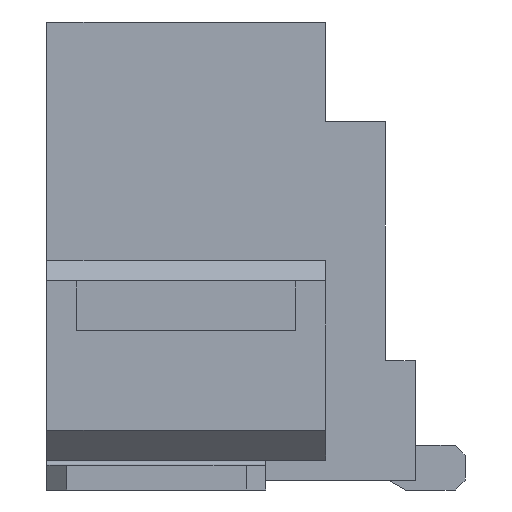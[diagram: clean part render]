
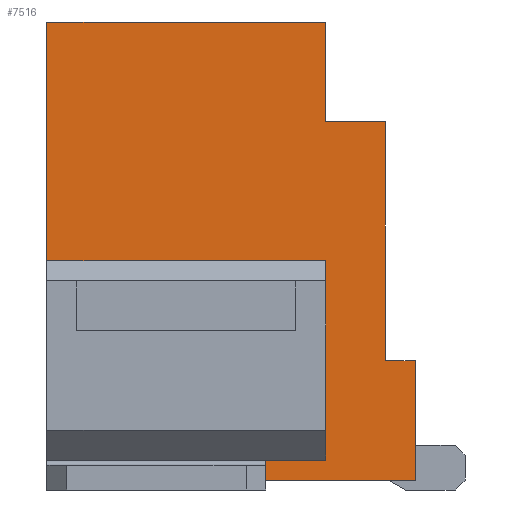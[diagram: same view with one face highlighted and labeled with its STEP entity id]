
A CAD part, left-side view. The second image highlights one B-rep face of the part: STEP entity #7516.
In plain terms, the highlighted planar face has unit normal (-1, 0, 0).
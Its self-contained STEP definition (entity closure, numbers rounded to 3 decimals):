
#213 = LINE ( 'NONE', #3359, #833 ) ;
#289 = EDGE_CURVE ( 'NONE', #2258, #7473, #533, .T. ) ;
#298 = LINE ( 'NONE', #3559, #6048 ) ;
#305 = ORIENTED_EDGE ( 'NONE', *, *, #7151, .F. ) ;
#327 = DIRECTION ( 'NONE',  ( 0., 0., 1. ) ) ;
#407 = LINE ( 'NONE', #4230, #2817 ) ;
#533 = LINE ( 'NONE', #8312, #6727 ) ;
#792 = CARTESIAN_POINT ( 'NONE',  ( -4., 1.85, -2.1 ) ) ;
#833 = VECTOR ( 'NONE', #2831, 1000. ) ;
#878 = FACE_OUTER_BOUND ( 'NONE', #6383, .T. ) ;
#1106 = ORIENTED_EDGE ( 'NONE', *, *, #5424, .T. ) ;
#1169 = CARTESIAN_POINT ( 'NONE',  ( -4., -1.55, 1.3 ) ) ;
#1199 = ORIENTED_EDGE ( 'NONE', *, *, #7054, .F. ) ;
#1281 = CARTESIAN_POINT ( 'NONE',  ( -4., -0.95, 1.3 ) ) ;
#1353 = VECTOR ( 'NONE', #2325, 1000. ) ;
#1411 = CARTESIAN_POINT ( 'NONE',  ( -4., -0.95, 2.3 ) ) ;
#1424 = CARTESIAN_POINT ( 'NONE',  ( -4., -0.95, 2.3 ) ) ;
#1540 = EDGE_CURVE ( 'NONE', #5870, #4136, #4012, .T. ) ;
#1761 = CARTESIAN_POINT ( 'NONE',  ( -4., -1.55, -1.1 ) ) ;
#1818 = CARTESIAN_POINT ( 'NONE',  ( -4., 1.85, -0.1 ) ) ;
#2003 = VERTEX_POINT ( 'NONE', #792 ) ;
#2004 = CARTESIAN_POINT ( 'NONE',  ( -4., 1.85, -0.1 ) ) ;
#2130 = DIRECTION ( 'NONE',  ( -1., 0., 0. ) ) ;
#2139 = LINE ( 'NONE', #6726, #6440 ) ;
#2258 = VERTEX_POINT ( 'NONE', #1169 ) ;
#2325 = DIRECTION ( 'NONE',  ( 0., -1., 0. ) ) ;
#2373 = ORIENTED_EDGE ( 'NONE', *, *, #2752, .T. ) ;
#2396 = AXIS2_PLACEMENT_3D ( 'NONE', #2891, #2130, #3464 ) ;
#2408 = VERTEX_POINT ( 'NONE', #1424 ) ;
#2716 = DIRECTION ( 'NONE',  ( 0., -1., 0. ) ) ;
#2752 = EDGE_CURVE ( 'NONE', #6118, #6622, #7896, .T. ) ;
#2776 = PLANE ( 'NONE',  #2396 ) ;
#2790 = EDGE_CURVE ( 'NONE', #6622, #5214, #4720, .T. ) ;
#2817 = VECTOR ( 'NONE', #5528, 1000. ) ;
#2831 = DIRECTION ( 'NONE',  ( 0., 1., 0. ) ) ;
#2891 = CARTESIAN_POINT ( 'NONE',  ( -4., 1.85, -2.3 ) ) ;
#2906 = LINE ( 'NONE', #5049, #6516 ) ;
#3020 = VERTEX_POINT ( 'NONE', #5692 ) ;
#3082 = DIRECTION ( 'NONE',  ( 0., -1., 0. ) ) ;
#3349 = DIRECTION ( 'NONE',  ( 0., -1., 0. ) ) ;
#3359 = CARTESIAN_POINT ( 'NONE',  ( -4., -1.85, -1.1 ) ) ;
#3411 = CARTESIAN_POINT ( 'NONE',  ( -4., -0.95, -0.1 ) ) ;
#3439 = EDGE_CURVE ( 'NONE', #2003, #5214, #5727, .T. ) ;
#3464 = DIRECTION ( 'NONE',  ( 0., 0., 1. ) ) ;
#3559 = CARTESIAN_POINT ( 'NONE',  ( -4., 1.85, 2.3 ) ) ;
#3878 = CARTESIAN_POINT ( 'NONE',  ( -4., -0.95, -2.1 ) ) ;
#3950 = DIRECTION ( 'NONE',  ( 0., 0., -1. ) ) ;
#4012 = LINE ( 'NONE', #5978, #4829 ) ;
#4136 = VERTEX_POINT ( 'NONE', #5157 ) ;
#4142 = VECTOR ( 'NONE', #3349, 1000. ) ;
#4190 = CARTESIAN_POINT ( 'NONE',  ( -4., 1.85, 2.3 ) ) ;
#4230 = CARTESIAN_POINT ( 'NONE',  ( -4., 1.85, -2.3 ) ) ;
#4639 = EDGE_CURVE ( 'NONE', #5746, #2258, #2139, .T. ) ;
#4659 = ORIENTED_EDGE ( 'NONE', *, *, #2790, .T. ) ;
#4720 = LINE ( 'NONE', #6644, #5248 ) ;
#4764 = DIRECTION ( 'NONE',  ( 0., 0., -1. ) ) ;
#4829 = VECTOR ( 'NONE', #2716, 1000. ) ;
#4847 = LINE ( 'NONE', #1411, #7472 ) ;
#5049 = CARTESIAN_POINT ( 'NONE',  ( -4., -1.85, -2.3 ) ) ;
#5132 = CARTESIAN_POINT ( 'NONE',  ( -4., 1.85, -2.1 ) ) ;
#5157 = CARTESIAN_POINT ( 'NONE',  ( -4., -1.85, -2.3 ) ) ;
#5168 = ORIENTED_EDGE ( 'NONE', *, *, #7159, .T. ) ;
#5214 = VERTEX_POINT ( 'NONE', #3878 ) ;
#5248 = VECTOR ( 'NONE', #3950, 1000. ) ;
#5424 = EDGE_CURVE ( 'NONE', #3020, #7473, #213, .T. ) ;
#5526 = EDGE_CURVE ( 'NONE', #6031, #2408, #298, .T. ) ;
#5528 = DIRECTION ( 'NONE',  ( 0., 0., 1. ) ) ;
#5657 = DIRECTION ( 'NONE',  ( 0., 0., 1. ) ) ;
#5686 = DIRECTION ( 'NONE',  ( 0., 0., -1. ) ) ;
#5692 = CARTESIAN_POINT ( 'NONE',  ( -4., -1.85, -1.1 ) ) ;
#5706 = LINE ( 'NONE', #6433, #7352 ) ;
#5727 = LINE ( 'NONE', #5132, #1353 ) ;
#5746 = VERTEX_POINT ( 'NONE', #1281 ) ;
#5870 = VERTEX_POINT ( 'NONE', #8024 ) ;
#5978 = CARTESIAN_POINT ( 'NONE',  ( -4., 1.85, -2.3 ) ) ;
#6031 = VERTEX_POINT ( 'NONE', #4190 ) ;
#6048 = VECTOR ( 'NONE', #3082, 1000. ) ;
#6089 = DIRECTION ( 'NONE',  ( 0., -1., 0. ) ) ;
#6118 = VERTEX_POINT ( 'NONE', #1818 ) ;
#6383 = EDGE_LOOP ( 'NONE', ( #7346, #7879, #2373, #4659, #6784, #305, #7138, #5168, #1106, #8192, #6407, #1199 ) ) ;
#6407 = ORIENTED_EDGE ( 'NONE', *, *, #4639, .F. ) ;
#6433 = CARTESIAN_POINT ( 'NONE',  ( -4., 1.85, -0.1 ) ) ;
#6440 = VECTOR ( 'NONE', #6089, 1000. ) ;
#6516 = VECTOR ( 'NONE', #327, 1000. ) ;
#6622 = VERTEX_POINT ( 'NONE', #3411 ) ;
#6644 = CARTESIAN_POINT ( 'NONE',  ( -4., -0.95, -0.1 ) ) ;
#6726 = CARTESIAN_POINT ( 'NONE',  ( -4., -0.95, 1.3 ) ) ;
#6727 = VECTOR ( 'NONE', #5686, 1000. ) ;
#6784 = ORIENTED_EDGE ( 'NONE', *, *, #3439, .F. ) ;
#7054 = EDGE_CURVE ( 'NONE', #2408, #5746, #4847, .T. ) ;
#7138 = ORIENTED_EDGE ( 'NONE', *, *, #1540, .T. ) ;
#7151 = EDGE_CURVE ( 'NONE', #5870, #2003, #407, .T. ) ;
#7159 = EDGE_CURVE ( 'NONE', #4136, #3020, #2906, .T. ) ;
#7346 = ORIENTED_EDGE ( 'NONE', *, *, #5526, .F. ) ;
#7352 = VECTOR ( 'NONE', #5657, 1000. ) ;
#7472 = VECTOR ( 'NONE', #4764, 1000. ) ;
#7473 = VERTEX_POINT ( 'NONE', #1761 ) ;
#7516 = ADVANCED_FACE ( 'NONE', ( #878 ), #2776, .T. ) ;
#7879 = ORIENTED_EDGE ( 'NONE', *, *, #8053, .F. ) ;
#7896 = LINE ( 'NONE', #2004, #4142 ) ;
#8024 = CARTESIAN_POINT ( 'NONE',  ( -4., 1.85, -2.3 ) ) ;
#8053 = EDGE_CURVE ( 'NONE', #6118, #6031, #5706, .T. ) ;
#8192 = ORIENTED_EDGE ( 'NONE', *, *, #289, .F. ) ;
#8312 = CARTESIAN_POINT ( 'NONE',  ( -4., -1.55, 1.3 ) ) ;
